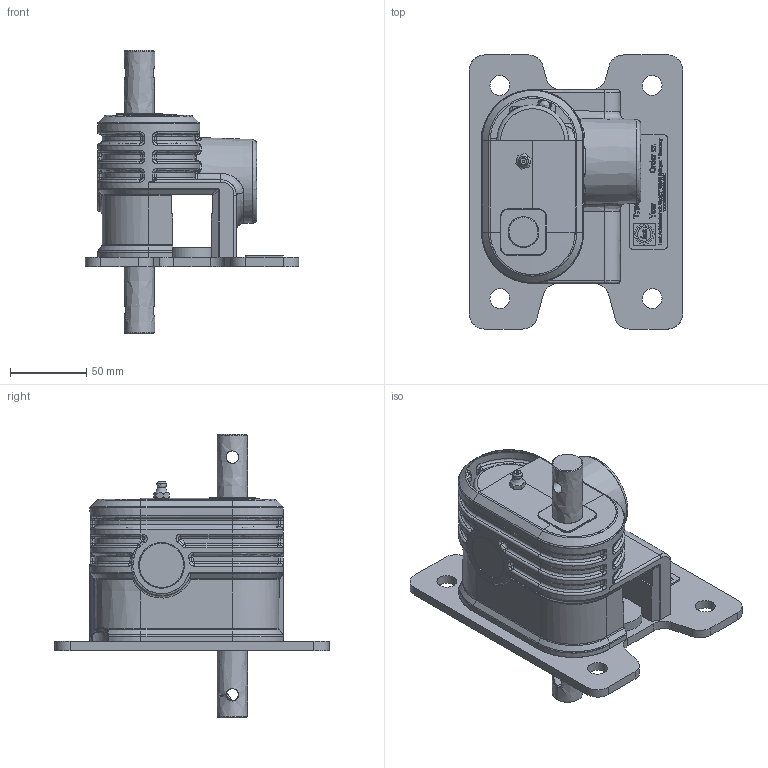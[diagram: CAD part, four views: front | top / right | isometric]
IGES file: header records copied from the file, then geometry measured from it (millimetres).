
Global section: file name: 51355_1221_00; native system: Autodesk Inventor 2022; preprocessor: unknown; author: Nesvadba; date: 20240219.121016; units: millimetre
Bounding box: 140 x 180 x 186 mm (x, y, z)
Volume: 202627 mm3; surface area: 180678.7 mm2
Topology: 18 solids, 18 shells, 2418 faces, 15872 edges, 14410 vertices
Faces by surface type: bspline 2023, revolution 395
